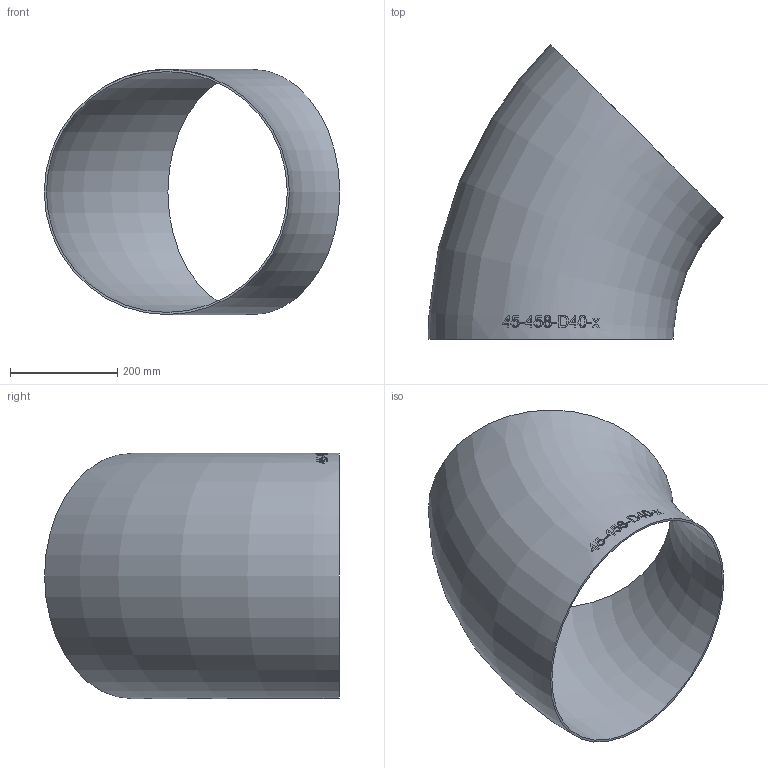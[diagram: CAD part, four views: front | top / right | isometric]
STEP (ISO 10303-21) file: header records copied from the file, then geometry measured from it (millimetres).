
FILE_DESCRIPTION (( 'STEP AP214' ), '1' );
FILE_NAME ('45-458-D40-x Bogen 2005.STEP', '2020-05-04T11:50:40', ( '' ), ( '' ), 'SwSTEP 2.0', 'SolidWorks 2019', '' );
FILE_SCHEMA (( 'AUTOMOTIVE_DESIGN' ));
Length unit declared in the file: millimetre
Products named in the file (1): 45-458-D40-x Bogen 2005
Bounding box: 552.02 x 550.84 x 458 mm (x, y, z)
Volume: 2464391.7 mm3; surface area: 1243664.4 mm2
Topology: 1 solids, 1 shells, 164 faces, 433 edges, 289 vertices
Faces by surface type: bspline 141, torus 21, plane 2
Entity records: 27217 total; most frequent: CARTESIAN_POINT 22716, ORIENTED_EDGE 854, EDGE_CURVE 427, B_SPLINE_CURVE_WITH_KNOTS 423, VERTEX_POINT 286, EDGE_LOOP 187, FACE_OUTER_BOUND 166, ADVANCED_FACE 164
